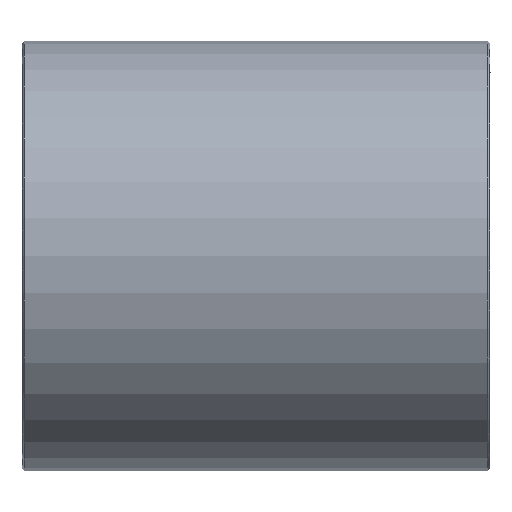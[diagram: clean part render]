
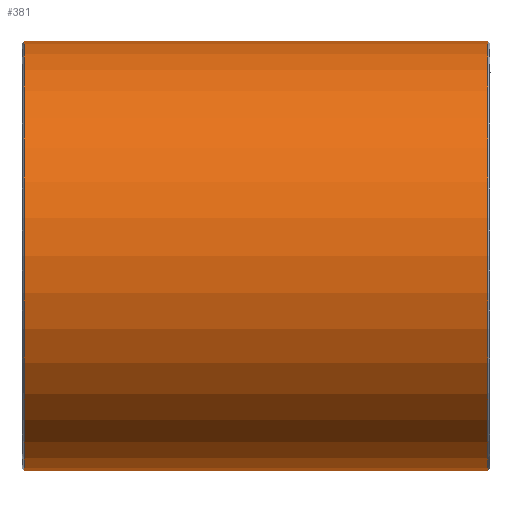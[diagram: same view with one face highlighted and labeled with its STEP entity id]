
A CAD part, top view. The second image highlights one B-rep face of the part: STEP entity #381.
In plain terms, the highlighted cylindrical face has radius 19.75 mm (diameter 39.5 mm), a partial arc.
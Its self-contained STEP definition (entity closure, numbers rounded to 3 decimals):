
#381 = ADVANCED_FACE ( 'NONE', ( #4848 ), #2926, .T. ) ;
#683 = ORIENTED_EDGE ( 'NONE', *, *, #4123, .F. ) ;
#733 = VERTEX_POINT ( 'NONE', #7419 ) ;
#844 = DIRECTION ( 'NONE',  ( -1., 0., 0. ) ) ;
#1125 = CARTESIAN_POINT ( 'NONE',  ( -9., 19.75, 0. ) ) ;
#1149 = VECTOR ( 'NONE', #8487, 1000. ) ;
#1233 = VERTEX_POINT ( 'NONE', #4176 ) ;
#1352 = CARTESIAN_POINT ( 'NONE',  ( 21.3, 19.75, 0. ) ) ;
#1392 = CARTESIAN_POINT ( 'NONE',  ( -9., -19.75, 0. ) ) ;
#1502 = CARTESIAN_POINT ( 'NONE',  ( -9., 0., 0. ) ) ;
#1951 = ORIENTED_EDGE ( 'NONE', *, *, #5895, .T. ) ;
#2531 = DIRECTION ( 'NONE',  ( 0., -1., 0. ) ) ;
#2670 = VERTEX_POINT ( 'NONE', #6530 ) ;
#2753 = VERTEX_POINT ( 'NONE', #1352 ) ;
#2926 = CYLINDRICAL_SURFACE ( 'NONE', #3648, 19.75 ) ;
#3170 = VECTOR ( 'NONE', #4782, 1000. ) ;
#3581 = DIRECTION ( 'NONE',  ( 0., -1., 0. ) ) ;
#3648 = AXIS2_PLACEMENT_3D ( 'NONE', #1502, #844, #3581 ) ;
#3705 = EDGE_LOOP ( 'NONE', ( #1951, #5239, #7610, #683 ) ) ;
#3837 = AXIS2_PLACEMENT_3D ( 'NONE', #6702, #6046, #3958 ) ;
#3883 = EDGE_CURVE ( 'NONE', #2753, #1233, #7974, .T. ) ;
#3958 = DIRECTION ( 'NONE',  ( 0., -1., 0. ) ) ;
#4123 = EDGE_CURVE ( 'NONE', #733, #2670, #6132, .T. ) ;
#4176 = CARTESIAN_POINT ( 'NONE',  ( -21.3, 19.75, 0. ) ) ;
#4782 = DIRECTION ( 'NONE',  ( -1., 0., 0. ) ) ;
#4848 = FACE_OUTER_BOUND ( 'NONE', #3705, .T. ) ;
#5239 = ORIENTED_EDGE ( 'NONE', *, *, #3883, .T. ) ;
#5428 = AXIS2_PLACEMENT_3D ( 'NONE', #5836, #8493, #2531 ) ;
#5829 = CIRCLE ( 'NONE', #5428, 19.75 ) ;
#5836 = CARTESIAN_POINT ( 'NONE',  ( -21.3, 0., 0. ) ) ;
#5895 = EDGE_CURVE ( 'NONE', #733, #2753, #7869, .T. ) ;
#6046 = DIRECTION ( 'NONE',  ( -1., 0., 0. ) ) ;
#6132 = LINE ( 'NONE', #1392, #3170 ) ;
#6530 = CARTESIAN_POINT ( 'NONE',  ( -21.3, -19.75, 0. ) ) ;
#6702 = CARTESIAN_POINT ( 'NONE',  ( 21.3, 0., 0. ) ) ;
#7419 = CARTESIAN_POINT ( 'NONE',  ( 21.3, -19.75, 0. ) ) ;
#7610 = ORIENTED_EDGE ( 'NONE', *, *, #7617, .F. ) ;
#7617 = EDGE_CURVE ( 'NONE', #2670, #1233, #5829, .T. ) ;
#7869 = CIRCLE ( 'NONE', #3837, 19.75 ) ;
#7974 = LINE ( 'NONE', #1125, #1149 ) ;
#8487 = DIRECTION ( 'NONE',  ( -1., 0., 0. ) ) ;
#8493 = DIRECTION ( 'NONE',  ( -1., 0., 0. ) ) ;
